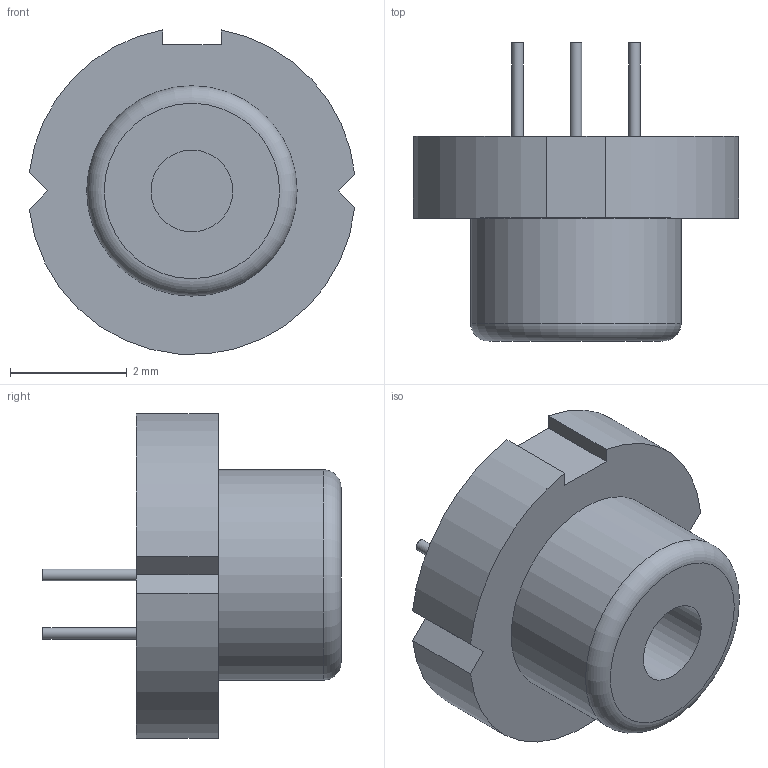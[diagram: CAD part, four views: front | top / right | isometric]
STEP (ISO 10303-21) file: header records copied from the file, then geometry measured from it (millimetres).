
FILE_DESCRIPTION(('FreeCAD Model'),'2;1');
FILE_NAME('5.6mm laser diode.step','2016-11-20T14:19:34',('FreeCAD'),('FreeCAD'), 'Open CASCADE STEP processor 6.5','FreeCAD','Unknown');
FILE_SCHEMA(('AUTOMOTIVE_DESIGN_CC2 { 1 2 10303 214 -1 1 5 4 }'));
Length unit declared in the file: millimetre
Products named in the file (1): Laser_diode_5.6mm
Bounding box: 5.57 x 5.1 x 5.55 mm (x, y, z)
Volume: 51.9 mm3; surface area: 108.8 mm2
Topology: 1 solids, 1 shells, 23 faces, 50 edges, 34 vertices
Faces by surface type: plane 14, cylinder 8, torus 1
Full cylindrical faces by diameter (mm): 0.2 x3, 1.4 x1, 3.6 x1
Entity records: 1284 total; most frequent: CARTESIAN_POINT 236, DIRECTION 191, ORIENTED_EDGE 100, PCURVE 100, DEFINITIONAL_REPRESENTATION 100, LINE 82, VECTOR 82, EDGE_CURVE 50
